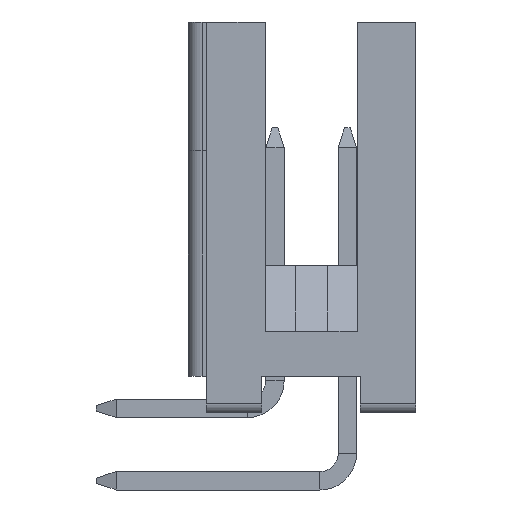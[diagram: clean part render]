
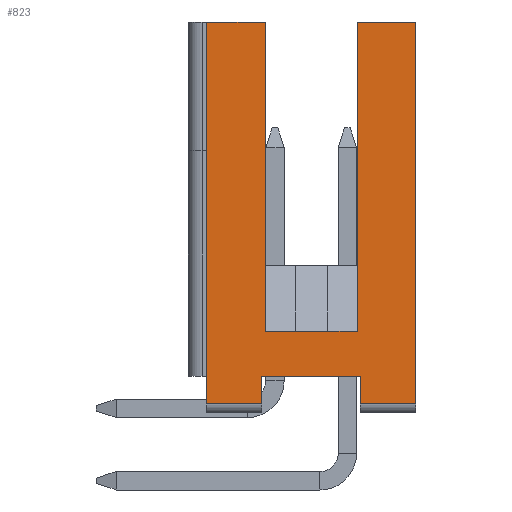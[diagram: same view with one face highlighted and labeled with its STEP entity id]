
A CAD part, left-side view. The second image highlights one B-rep face of the part: STEP entity #823.
In plain terms, the highlighted planar face has unit normal (-1, 0, 0).
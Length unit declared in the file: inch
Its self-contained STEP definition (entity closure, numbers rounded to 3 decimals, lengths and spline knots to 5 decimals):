
#823=ADVANCED_FACE('',(#2868),#1897,.T.);
#1897=PLANE('',#18567);
#2868=FACE_OUTER_BOUND('',#4054,.T.);
#4054=EDGE_LOOP('',(#6341,#6342,#6343,#6344,#6345,#6346,#6347,#6348,#6349,
#6350,#6351,#6352));
#6341=ORIENTED_EDGE('',*,*,#11455,.F.);
#6342=ORIENTED_EDGE('',*,*,#12506,.F.);
#6343=ORIENTED_EDGE('',*,*,#12507,.F.);
#6344=ORIENTED_EDGE('',*,*,#11749,.T.);
#6345=ORIENTED_EDGE('',*,*,#12508,.T.);
#6346=ORIENTED_EDGE('',*,*,#12509,.T.);
#6347=ORIENTED_EDGE('',*,*,#12312,.T.);
#6348=ORIENTED_EDGE('',*,*,#12510,.T.);
#6349=ORIENTED_EDGE('',*,*,#12375,.F.);
#6350=ORIENTED_EDGE('',*,*,#12369,.F.);
#6351=ORIENTED_EDGE('',*,*,#12389,.T.);
#6352=ORIENTED_EDGE('',*,*,#11771,.T.);
#9951=VERTEX_POINT('',#24546);
#9952=VERTEX_POINT('',#24548);
#10241=VERTEX_POINT('',#25132);
#10242=VERTEX_POINT('',#25134);
#10258=VERTEX_POINT('',#25174);
#10674=VERTEX_POINT('',#26370);
#10675=VERTEX_POINT('',#26371);
#10722=VERTEX_POINT('',#26477);
#10723=VERTEX_POINT('',#26479);
#10727=VERTEX_POINT('',#26490);
#10797=VERTEX_POINT('',#26975);
#10798=VERTEX_POINT('',#26978);
#11455=EDGE_CURVE('',#9951,#9952,#13943,.T.);
#11749=EDGE_CURVE('',#10242,#10241,#14228,.T.);
#11771=EDGE_CURVE('',#10258,#9952,#14246,.T.);
#12312=EDGE_CURVE('',#10674,#10675,#14763,.T.);
#12369=EDGE_CURVE('',#10722,#10723,#14804,.T.);
#12375=EDGE_CURVE('',#10723,#10727,#14810,.T.);
#12389=EDGE_CURVE('',#10722,#10258,#14823,.T.);
#12506=EDGE_CURVE('',#10797,#9951,#14906,.T.);
#12507=EDGE_CURVE('',#10242,#10797,#14907,.T.);
#12508=EDGE_CURVE('',#10241,#10798,#14908,.T.);
#12509=EDGE_CURVE('',#10798,#10674,#14909,.T.);
#12510=EDGE_CURVE('',#10675,#10727,#14910,.T.);
#13943=LINE('',#24547,#16145);
#14228=LINE('',#25133,#16430);
#14246=LINE('',#25173,#16448);
#14763=LINE('',#26369,#16965);
#14804=LINE('',#26478,#17006);
#14810=LINE('',#26489,#17012);
#14823=LINE('',#26515,#17025);
#14906=LINE('',#26974,#17114);
#14907=LINE('',#26976,#17115);
#14908=LINE('',#26977,#17116);
#14909=LINE('',#26979,#17117);
#14910=LINE('',#26980,#17118);
#16145=VECTOR('',#19684,1.);
#16430=VECTOR('',#19991,1.);
#16448=VECTOR('',#20021,1.);
#16965=VECTOR('',#20788,1.);
#17006=VECTOR('',#20867,1.);
#17012=VECTOR('',#20875,1.);
#17025=VECTOR('',#20900,1.);
#17114=VECTOR('',#21105,1.);
#17115=VECTOR('',#21106,1.);
#17116=VECTOR('',#21107,1.);
#17117=VECTOR('',#21108,1.);
#17118=VECTOR('',#21109,1.);
#18567=AXIS2_PLACEMENT_3D('',#26981,#21110,#21111);
#19684=DIRECTION('',(0.,0.,1.));
#19991=DIRECTION('',(0.,-1.,0.));
#20021=DIRECTION('',(0.,1.,0.));
#20788=DIRECTION('',(0.,0.,1.));
#20867=DIRECTION('',(0.,-1.,0.));
#20875=DIRECTION('',(0.,0.,1.));
#20900=DIRECTION('',(0.,0.,1.));
#21105=DIRECTION('',(0.,1.,0.));
#21106=DIRECTION('',(0.,0.,-1.));
#21107=DIRECTION('',(0.,0.,-1.));
#21108=DIRECTION('',(0.,-1.,0.));
#21109=DIRECTION('',(0.,1.,0.));
#21110=DIRECTION('',(-1.,0.,0.));
#21111=DIRECTION('',(0.,0.,1.));
#24546=CARTESIAN_POINT('',(-0.25762,0.15287,-0.057));
#24547=CARTESIAN_POINT('',(-0.25762,0.15287,-0.032));
#24548=CARTESIAN_POINT('',(-0.25762,0.15287,0.358));
#25132=CARTESIAN_POINT('',(-0.25762,-0.01413,-0.027));
#25133=CARTESIAN_POINT('',(-0.25762,0.03937,-0.027));
#25134=CARTESIAN_POINT('',(-0.25762,0.09287,-0.027));
#25173=CARTESIAN_POINT('',(-0.25762,0.03937,0.358));
#25174=CARTESIAN_POINT('',(-0.25762,0.08937,0.358));
#26369=CARTESIAN_POINT('',(-0.25762,-0.07413,-0.032));
#26370=CARTESIAN_POINT('',(-0.25762,-0.07413,-0.057));
#26371=CARTESIAN_POINT('',(-0.25762,-0.07413,0.358));
#26477=CARTESIAN_POINT('',(-0.25762,0.08937,0.022));
#26478=CARTESIAN_POINT('',(-0.25762,0.03937,0.022));
#26479=CARTESIAN_POINT('',(-0.25762,-0.01063,0.022));
#26489=CARTESIAN_POINT('',(-0.25762,-0.01063,0.022));
#26490=CARTESIAN_POINT('',(-0.25762,-0.01063,0.358));
#26515=CARTESIAN_POINT('',(-0.25762,0.08937,0.022));
#26974=CARTESIAN_POINT('',(-0.25762,0.09287,-0.057));
#26975=CARTESIAN_POINT('',(-0.25762,0.09287,-0.057));
#26976=CARTESIAN_POINT('',(-0.25762,0.09287,-0.027));
#26977=CARTESIAN_POINT('',(-0.25762,-0.01413,-0.027));
#26978=CARTESIAN_POINT('',(-0.25762,-0.01413,-0.057));
#26979=CARTESIAN_POINT('',(-0.25762,-0.01413,-0.057));
#26980=CARTESIAN_POINT('',(-0.25762,0.03937,0.358));
#26981=CARTESIAN_POINT('',(-0.25762,0.03937,-0.032));
